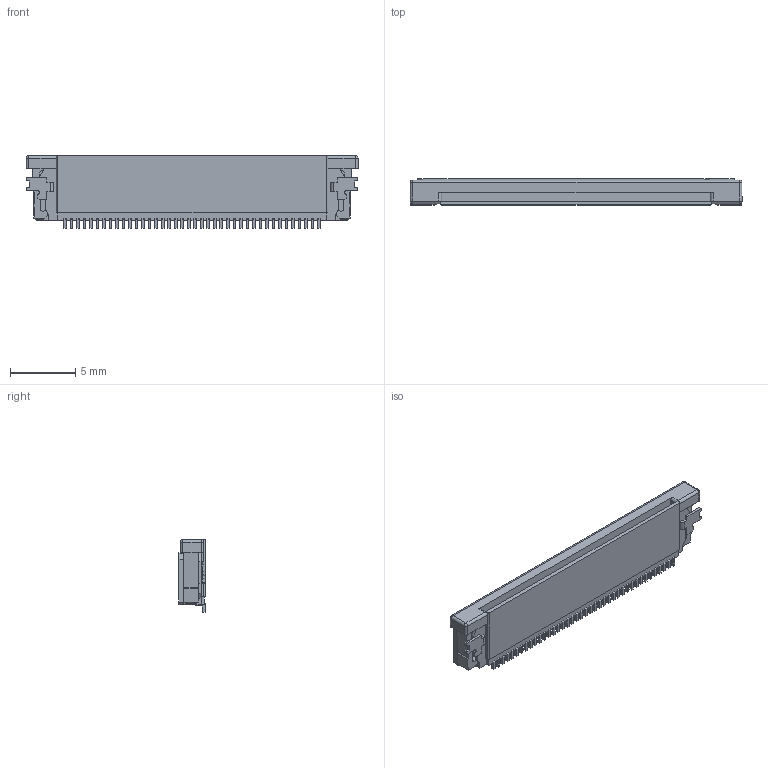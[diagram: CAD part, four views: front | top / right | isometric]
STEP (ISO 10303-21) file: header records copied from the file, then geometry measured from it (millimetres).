
FILE_DESCRIPTION (( 'STEP AP214' ), '1' );
FILE_NAME ('62684-401100AHLF.STEP', '2022-06-24T11:45:03', ( '' ), ( '' ), 'SwSTEP 2.0', 'SolidWorks 2017', '' );
FILE_SCHEMA (( 'AUTOMOTIVE_DESIGN' ));
Length unit declared in the file: millimetre
Products named in the file (5): 62684-11  body_40; 62684-401100AHLF; pin^62684-11  ASS; 62684-11  pads_40; 62684-11  cover_40
Assembly tree (43 placements, depth 2):
  62684-401100AHLF
    62684-11  body_40
    62684-11  cover_40
    62684-11  pads_40
    pin^62684-11  ASS  x40
Bounding box: 25.5 x 2 x 5.6 mm (x, y, z)
Volume: 149.8 mm3; surface area: 652.4 mm2
Topology: 44 solids, 44 shells, 563 faces, 1381 edges, 904 vertices
Faces by surface type: plane 536, cylinder 23, sphere 4
Entity records: 5620 total; most frequent: CARTESIAN_POINT 946, DIRECTION 919, ORIENTED_EDGE 882, EDGE_CURVE 441, LINE 397, VECTOR 397, VERTEX_POINT 280, AXIS2_PLACEMENT_3D 261
